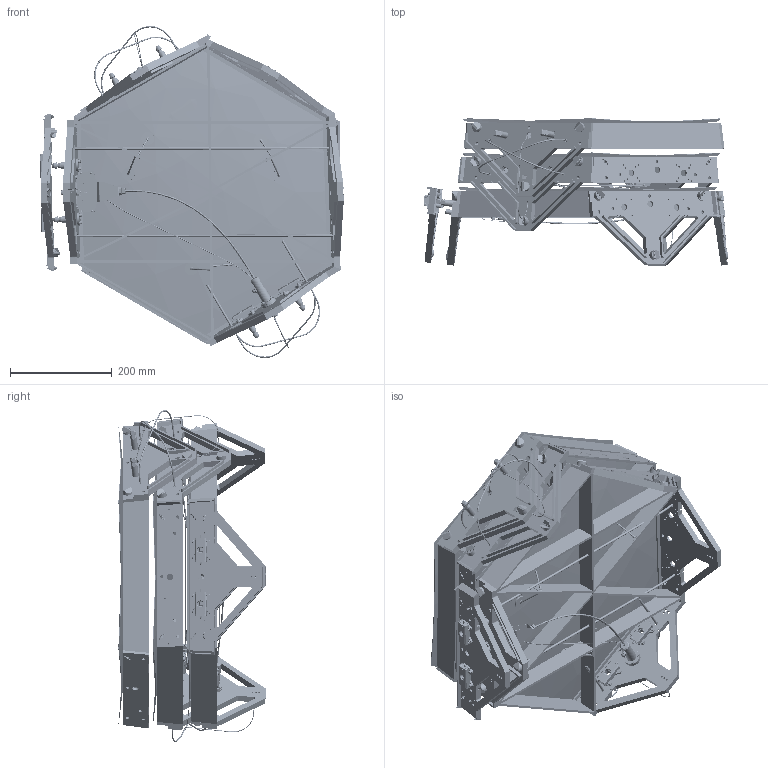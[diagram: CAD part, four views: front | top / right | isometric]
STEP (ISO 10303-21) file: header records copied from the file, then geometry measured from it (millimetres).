
FILE_DESCRIPTION(('FreeCAD Model'),'2;1');
FILE_NAME('Open CASCADE Shape Model','2025-04-27T01:51:56',('FreeCAD'),( 'FreeCAD'),'Open CASCADE STEP processor 7.6','FreeCAD','Unknown');
FILE_SCHEMA(('AUTOMOTIVE_DESIGN { 1 0 10303 214 1 1 1 1 }'));
Products named in the file (1): Open CASCADE STEP translator 7.6 1
Bounding box: 598.75 x 289 x 651.71 mm (x, y, z)
Volume: 4129457.3 mm3; surface area: 3370664.9 mm2
Topology: 520 solids, 521 shells, 12630 faces, 31808 edges, 20213 vertices
Faces by surface type: cylinder 5789, plane 3705, cone 1790, torus 670, bspline 490, sphere 180, revolution 6
Entity records: 642223 total; most frequent: CARTESIAN_POINT 334571, DIRECTION 66613, ORIENTED_EDGE 62873, EDGE_CURVE 31438, AXIS2_PLACEMENT_3D 26609, VERTEX_POINT 20213, FACE_BOUND 14552, EDGE_LOOP 14552
